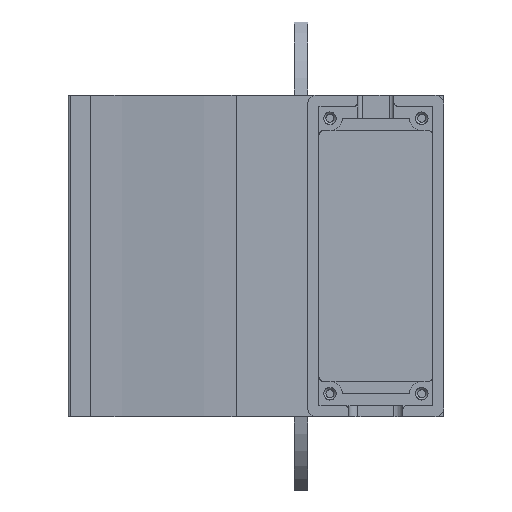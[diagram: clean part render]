
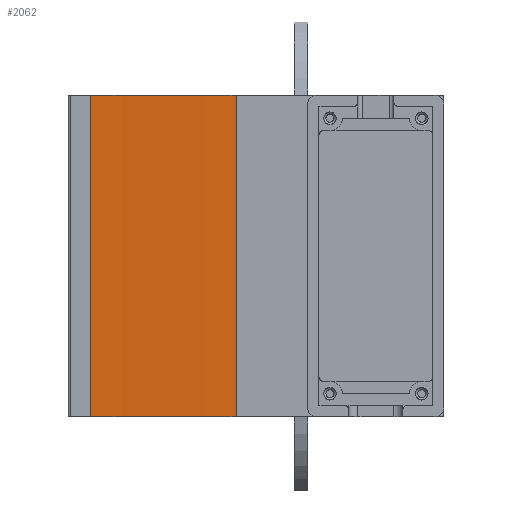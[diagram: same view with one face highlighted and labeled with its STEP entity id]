
A CAD part, left-side view. The second image highlights one B-rep face of the part: STEP entity #2062.
In plain terms, the highlighted free-form (B-spline) face has degree [5, 1] with [10, 2] control points.
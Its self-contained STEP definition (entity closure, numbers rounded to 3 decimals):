
#16=(
BOUNDED_SURFACE()
B_SPLINE_SURFACE(5,1,((#3960,#3961),(#3962,#3963),(#3964,#3965),(#3966,
#3967),(#3968,#3969),(#3970,#3971),(#3972,#3973),(#3974,#3975),(#3976,#3977),
(#3978,#3979)),.UNSPECIFIED.,.F.,.F.,.F.)
B_SPLINE_SURFACE_WITH_KNOTS((6,1,1,1,1,6),(2,2),(0.,0.2,0.4,0.6,0.8,1.),
(-3.18,4.),.UNSPECIFIED.)
GEOMETRIC_REPRESENTATION_ITEM()
RATIONAL_B_SPLINE_SURFACE(((1.,1.),(1.,1.),(1.,1.),(1.,1.),(1.,1.),(1.,
1.),(1.,1.),(1.,1.),(1.,1.),(1.,1.)))
REPRESENTATION_ITEM('')
SURFACE()
);
#259=FACE_OUTER_BOUND('',#381,.T.);
#381=EDGE_LOOP('',(#1900,#1901,#1902,#1903));
#532=LINE('',#3766,#723);
#572=LINE('',#3928,#763);
#723=VECTOR('',#2677,10.);
#763=VECTOR('',#2797,10.);
#842=(
BOUNDED_CURVE()
B_SPLINE_CURVE(5,(#3816,#3817,#3818,#3819,#3820,#3821,#3822,#3823,#3824,
#3825),.UNSPECIFIED.,.F.,.F.)
B_SPLINE_CURVE_WITH_KNOTS((6,1,1,1,1,6),(-1.,-0.8,-0.6,-0.4,-0.2,0.),
 .UNSPECIFIED.)
CURVE()
GEOMETRIC_REPRESENTATION_ITEM()
RATIONAL_B_SPLINE_CURVE((1.,1.,1.,1.,1.,1.,1.,1.,1.,1.))
REPRESENTATION_ITEM('')
);
#845=(
BOUNDED_CURVE()
B_SPLINE_CURVE(5,(#3911,#3912,#3913,#3914,#3915,#3916,#3917,#3918,#3919,
#3920),.UNSPECIFIED.,.F.,.F.)
B_SPLINE_CURVE_WITH_KNOTS((6,1,1,1,1,6),(0.,0.2,0.4,0.6,0.8,1.),
 .UNSPECIFIED.)
CURVE()
GEOMETRIC_REPRESENTATION_ITEM()
RATIONAL_B_SPLINE_CURVE((1.,1.,1.,1.,1.,1.,1.,1.,1.,1.))
REPRESENTATION_ITEM('')
);
#994=VERTEX_POINT('',#3763);
#995=VERTEX_POINT('',#3765);
#1010=VERTEX_POINT('',#3815);
#1036=VERTEX_POINT('',#3909);
#1268=EDGE_CURVE('',#995,#994,#532,.T.);
#1291=EDGE_CURVE('',#995,#1010,#842,.T.);
#1325=EDGE_CURVE('',#1036,#994,#845,.T.);
#1330=EDGE_CURVE('',#1010,#1036,#572,.T.);
#1900=ORIENTED_EDGE('',*,*,#1268,.T.);
#1901=ORIENTED_EDGE('',*,*,#1325,.F.);
#1902=ORIENTED_EDGE('',*,*,#1330,.F.);
#1903=ORIENTED_EDGE('',*,*,#1291,.F.);
#2062=ADVANCED_FACE('',(#259),#16,.T.);
#2677=DIRECTION('',(0.,0.,1.));
#2797=DIRECTION('',(0.,0.,1.));
#3763=CARTESIAN_POINT('',(-50.,21.,40.002));
#3765=CARTESIAN_POINT('',(-50.,21.,-31.8));
#3766=CARTESIAN_POINT('',(-50.,21.,0.));
#3815=CARTESIAN_POINT('',(-47.339,53.511,-31.8));
#3816=CARTESIAN_POINT('Ctrl Pts',(-50.,21.,-31.8));
#3817=CARTESIAN_POINT('Ctrl Pts',(-50.,22.308,-31.8));
#3818=CARTESIAN_POINT('Ctrl Pts',(-49.946,24.92,-31.8));
#3819=CARTESIAN_POINT('Ctrl Pts',(-49.701,28.827,-31.8));
#3820=CARTESIAN_POINT('Ctrl Pts',(-49.114,34.017,-31.8));
#3821=CARTESIAN_POINT('Ctrl Pts',(-48.225,40.494,-31.8));
#3822=CARTESIAN_POINT('Ctrl Pts',(-47.638,45.685,-31.8));
#3823=CARTESIAN_POINT('Ctrl Pts',(-47.394,49.591,-31.8));
#3824=CARTESIAN_POINT('Ctrl Pts',(-47.339,52.203,-31.8));
#3825=CARTESIAN_POINT('Ctrl Pts',(-47.339,53.511,-31.8));
#3909=CARTESIAN_POINT('',(-47.339,53.511,40.002));
#3911=CARTESIAN_POINT('Ctrl Pts',(-47.339,53.511,40.002));
#3912=CARTESIAN_POINT('Ctrl Pts',(-47.339,52.203,40.002));
#3913=CARTESIAN_POINT('Ctrl Pts',(-47.394,49.591,40.002));
#3914=CARTESIAN_POINT('Ctrl Pts',(-47.638,45.685,40.002));
#3915=CARTESIAN_POINT('Ctrl Pts',(-48.225,40.494,40.002));
#3916=CARTESIAN_POINT('Ctrl Pts',(-49.114,34.017,40.002));
#3917=CARTESIAN_POINT('Ctrl Pts',(-49.701,28.827,40.002));
#3918=CARTESIAN_POINT('Ctrl Pts',(-49.946,24.92,40.002));
#3919=CARTESIAN_POINT('Ctrl Pts',(-50.,22.308,40.002));
#3920=CARTESIAN_POINT('Ctrl Pts',(-50.,21.,40.002));
#3928=CARTESIAN_POINT('',(-47.339,53.511,0.));
#3960=CARTESIAN_POINT('Ctrl Pts',(-47.339,53.511,-31.8));
#3961=CARTESIAN_POINT('Ctrl Pts',(-47.339,53.511,40.002));
#3962=CARTESIAN_POINT('Ctrl Pts',(-47.339,52.203,-31.8));
#3963=CARTESIAN_POINT('Ctrl Pts',(-47.339,52.203,40.002));
#3964=CARTESIAN_POINT('Ctrl Pts',(-47.394,49.591,-31.8));
#3965=CARTESIAN_POINT('Ctrl Pts',(-47.394,49.591,40.002));
#3966=CARTESIAN_POINT('Ctrl Pts',(-47.638,45.685,-31.8));
#3967=CARTESIAN_POINT('Ctrl Pts',(-47.638,45.685,40.002));
#3968=CARTESIAN_POINT('Ctrl Pts',(-48.225,40.494,-31.8));
#3969=CARTESIAN_POINT('Ctrl Pts',(-48.225,40.494,40.002));
#3970=CARTESIAN_POINT('Ctrl Pts',(-49.114,34.017,-31.8));
#3971=CARTESIAN_POINT('Ctrl Pts',(-49.114,34.017,40.002));
#3972=CARTESIAN_POINT('Ctrl Pts',(-49.701,28.827,-31.8));
#3973=CARTESIAN_POINT('Ctrl Pts',(-49.701,28.827,40.002));
#3974=CARTESIAN_POINT('Ctrl Pts',(-49.946,24.92,-31.8));
#3975=CARTESIAN_POINT('Ctrl Pts',(-49.946,24.92,40.002));
#3976=CARTESIAN_POINT('Ctrl Pts',(-50.,22.308,-31.8));
#3977=CARTESIAN_POINT('Ctrl Pts',(-50.,22.308,40.002));
#3978=CARTESIAN_POINT('Ctrl Pts',(-50.,21.,-31.8));
#3979=CARTESIAN_POINT('Ctrl Pts',(-50.,21.,40.002));
